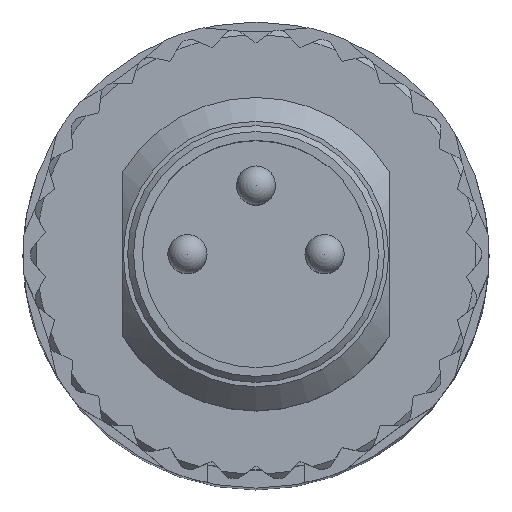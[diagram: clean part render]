
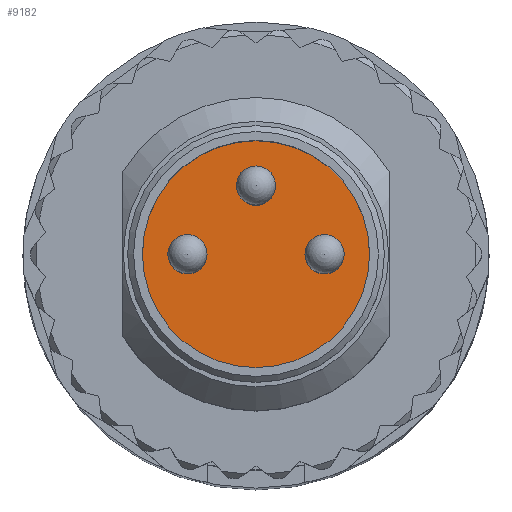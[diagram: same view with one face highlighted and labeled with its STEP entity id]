
A CAD part, top view. The second image highlights one B-rep face of the part: STEP entity #9182.
In plain terms, the highlighted planar face has unit normal (0, 0, 1).
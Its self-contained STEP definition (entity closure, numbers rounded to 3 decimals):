
#106=PLANE('',#9831);
#836=CIRCLE('',#9830,2.9);
#837=CIRCLE('',#9832,0.5);
#838=CIRCLE('',#9833,0.5);
#839=CIRCLE('',#9834,0.5);
#2666=ORIENTED_EDGE('',*,*,#3846,.T.);
#2667=ORIENTED_EDGE('',*,*,#3847,.F.);
#2668=ORIENTED_EDGE('',*,*,#3848,.F.);
#2669=ORIENTED_EDGE('',*,*,#3845,.F.);
#3845=EDGE_CURVE('',#4542,#4542,#836,.T.);
#3846=EDGE_CURVE('',#4543,#4543,#837,.F.);
#3847=EDGE_CURVE('',#4544,#4544,#838,.T.);
#3848=EDGE_CURVE('',#4545,#4545,#839,.T.);
#4542=VERTEX_POINT('',#14542);
#4543=VERTEX_POINT('',#14545);
#4544=VERTEX_POINT('',#14547);
#4545=VERTEX_POINT('',#14549);
#5706=EDGE_LOOP('',(#2666));
#5707=EDGE_LOOP('',(#2667));
#5708=EDGE_LOOP('',(#2668));
#5709=EDGE_LOOP('',(#2669));
#6104=FACE_BOUND('',#5706,.T.);
#6105=FACE_BOUND('',#5707,.T.);
#6106=FACE_BOUND('',#5708,.T.);
#6107=FACE_BOUND('',#5709,.T.);
#9182=ADVANCED_FACE('',(#6104,#6105,#6106,#6107),#106,.T.);
#9830=AXIS2_PLACEMENT_3D('',#14541,#11468,#11469);
#9831=AXIS2_PLACEMENT_3D('',#14543,#11470,#11471);
#9832=AXIS2_PLACEMENT_3D('',#14544,#11472,#11473);
#9833=AXIS2_PLACEMENT_3D('',#14546,#11474,#11475);
#9834=AXIS2_PLACEMENT_3D('',#14548,#11476,#11477);
#11468=DIRECTION('',(0.,0.,-1.));
#11469=DIRECTION('',(-1.,0.,0.));
#11470=DIRECTION('',(0.,0.,1.));
#11471=DIRECTION('',(1.,0.,0.));
#11472=DIRECTION('',(0.,0.,1.));
#11473=DIRECTION('',(1.,0.,0.));
#11474=DIRECTION('',(0.,0.,1.));
#11475=DIRECTION('',(1.,0.,0.));
#11476=DIRECTION('',(0.,0.,1.));
#11477=DIRECTION('',(1.,0.,0.));
#14541=CARTESIAN_POINT('',(0.,0.,-5.));
#14542=CARTESIAN_POINT('',(-2.9,0.,-5.));
#14543=CARTESIAN_POINT('',(0.,2.9,-5.));
#14544=CARTESIAN_POINT('',(0.,1.75,-5.));
#14545=CARTESIAN_POINT('',(0.5,1.75,-5.));
#14546=CARTESIAN_POINT('',(-1.75,0.,-5.));
#14547=CARTESIAN_POINT('',(-1.25,0.,-5.));
#14548=CARTESIAN_POINT('',(1.75,0.,-5.));
#14549=CARTESIAN_POINT('',(2.25,0.,-5.));
